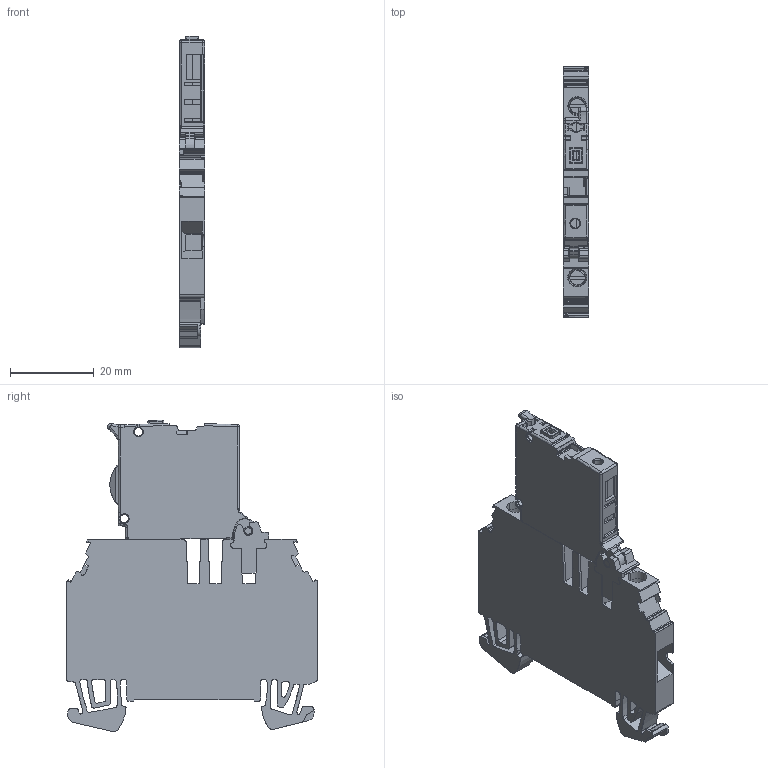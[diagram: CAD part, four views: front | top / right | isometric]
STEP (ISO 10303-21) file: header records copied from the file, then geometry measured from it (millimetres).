
FILE_DESCRIPTION(('CATIA V5 STEP Exchange','CAx-IF Rec.Pracs.--- Model Styling and Organization---1.5--- 2016-08-15','CAx-IF Rec.Pracs.---Supplemental Geometry---1.0---2011-11-01','CAx-IF Rec.Pracs.--- Composite Materials ---1.1---2010-07-15'),'2;1');
FILE_NAME ('1995213-2_1', '2025-09-22T05:36:11+00:00', ('none'), ('Weidmueller'), 'CATIA Version 5-6 Release 2024 SP4', 'CATIA V5 STEP AP214 v3', 'none');
FILE_SCHEMA(('AUTOMOTIVE_DESIGN { 1 0 10303 214 1 1 1 1 }'));
Products named in the file (1): 3019240000
Bounding box: 6.1 x 60 x 74.44 mm (x, y, z)
Volume: 16972.6 mm3; surface area: 12286.4 mm2
Topology: 6 solids, 6 shells, 1325 faces, 3779 edges, 2455 vertices
Faces by surface type: plane 594, cylinder 439, extrusion 156, torus 77, bspline 34, sphere 13, cone 12
Entity records: 46368 total; most frequent: CARTESIAN_POINT 14031, ORIENTED_EDGE 7536, DIRECTION 5200, EDGE_CURVE 3768, VECTOR 2510, VERTEX_POINT 2453, LINE 2354, AXIS2_PLACEMENT_3D 1758
